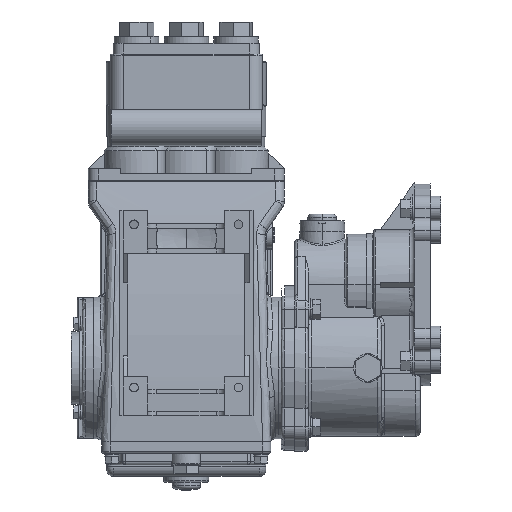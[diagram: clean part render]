
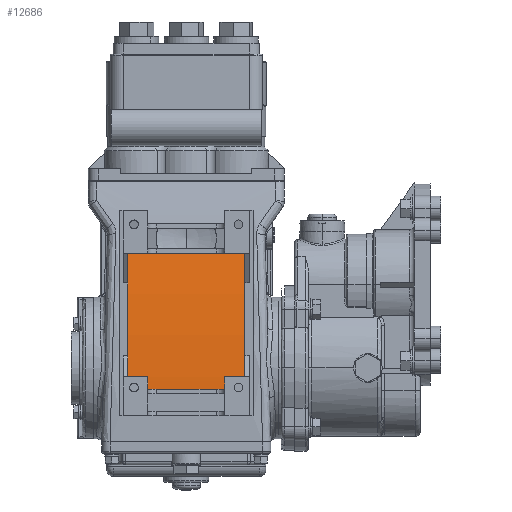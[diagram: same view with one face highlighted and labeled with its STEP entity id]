
A CAD part, front view. The second image highlights one B-rep face of the part: STEP entity #12686.
In plain terms, the highlighted cylindrical face has radius 634.291 mm (diameter 1268.58 mm), a partial arc.
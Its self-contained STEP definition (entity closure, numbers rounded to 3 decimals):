
#1289 = AXIS2_PLACEMENT_3D ( 'NONE', #23038, #23039, #23040 ) ;
#3188 = ORIENTED_EDGE ( 'NONE', *, *, #29168, .F. ) ;
#3189 = ORIENTED_EDGE ( 'NONE', *, *, #29255, .F. ) ;
#3190 = ORIENTED_EDGE ( 'NONE', *, *, #29252, .F. ) ;
#3191 = ORIENTED_EDGE ( 'NONE', *, *, #29259, .F. ) ;
#3192 = ORIENTED_EDGE ( 'NONE', *, *, #29250, .F. ) ;
#3193 = ORIENTED_EDGE ( 'NONE', *, *, #29267, .F. ) ;
#3194 = ORIENTED_EDGE ( 'NONE', *, *, #29258, .F. ) ;
#3195 = ORIENTED_EDGE ( 'NONE', *, *, #29251, .F. ) ;
#9718 = VECTOR ( 'NONE', #38580, 1000. ) ;
#9799 = CIRCLE ( 'NONE', #9828, 634.291 ) ;
#9815 = CIRCLE ( 'NONE', #9817, 634.291 ) ;
#9816 = VECTOR ( 'NONE', #38812, 1000. ) ;
#9817 = AXIS2_PLACEMENT_3D ( 'NONE', #38813, #38814, #38815 ) ;
#9819 = CIRCLE ( 'NONE', #9825, 634.291 ) ;
#9820 = VECTOR ( 'NONE', #38817, 1000. ) ;
#9825 = AXIS2_PLACEMENT_3D ( 'NONE', #38824, #38825, #38826 ) ;
#9828 = AXIS2_PLACEMENT_3D ( 'NONE', #38831, #38832, #38833 ) ;
#9829 = CIRCLE ( 'NONE', #9830, 634.291 ) ;
#9830 = AXIS2_PLACEMENT_3D ( 'NONE', #38834, #38835, #38836 ) ;
#9840 = VECTOR ( 'NONE', #38853, 1000. ) ;
#12686 = ADVANCED_FACE ( 'NONE', ( #25964 ), #25965, .T. ) ;
#23038 = CARTESIAN_POINT ( 'NONE',  ( -70.08, 492.032, -43.004 ) ) ;
#23039 = DIRECTION ( 'NONE',  ( -1., 0., 0. ) ) ;
#23040 = DIRECTION ( 'NONE',  ( 0., 0., 1. ) ) ;
#25203 = CARTESIAN_POINT ( 'NONE',  ( -189.714, -141.221, -6.731 ) ) ;
#25204 = CARTESIAN_POINT ( 'NONE',  ( -189.714, -128.607, 87.884 ) ) ;
#25205 = CARTESIAN_POINT ( 'NONE',  ( -100.306, -128.607, 87.884 ) ) ;
#25206 = CARTESIAN_POINT ( 'NONE',  ( -100.306, -141.221, -6.731 ) ) ;
#25207 = CARTESIAN_POINT ( 'NONE',  ( -115.419, -141.221, -6.731 ) ) ;
#25208 = CARTESIAN_POINT ( 'NONE',  ( -115.419, -141.695, -16.256 ) ) ;
#25209 = CARTESIAN_POINT ( 'NONE',  ( -174.601, -141.221, -6.731 ) ) ;
#25210 = CARTESIAN_POINT ( 'NONE',  ( -174.601, -141.695, -16.256 ) ) ;
#25964 = FACE_OUTER_BOUND ( 'NONE', #43750, .T. ) ;
#25965 = CYLINDRICAL_SURFACE ( 'NONE', #1289, 634.291 ) ;
#26214 = LINE ( 'NONE', #38579, #9718 ) ;
#26279 = LINE ( 'NONE', #38811, #9816 ) ;
#26280 = LINE ( 'NONE', #38816, #9820 ) ;
#26289 = LINE ( 'NONE', #38852, #9840 ) ;
#29168 = EDGE_CURVE ( 'NONE', #43347, #43341, #26214, .T. ) ;
#29250 = EDGE_CURVE ( 'NONE', #43344, #43345, #26279, .T. ) ;
#29251 = EDGE_CURVE ( 'NONE', #43348, #43347, #9815, .T. ) ;
#29252 = EDGE_CURVE ( 'NONE', #43342, #43343, #26280, .T. ) ;
#29255 = EDGE_CURVE ( 'NONE', #43341, #43342, #9819, .T. ) ;
#29258 = EDGE_CURVE ( 'NONE', #43345, #43346, #9799, .T. ) ;
#29259 = EDGE_CURVE ( 'NONE', #43343, #43344, #9829, .T. ) ;
#29267 = EDGE_CURVE ( 'NONE', #43346, #43348, #26289, .T. ) ;
#38579 = CARTESIAN_POINT ( 'NONE',  ( -70.08, -141.221, -6.731 ) ) ;
#38580 = DIRECTION ( 'NONE',  ( -1., 0., 0. ) ) ;
#38811 = CARTESIAN_POINT ( 'NONE',  ( -70.08, -141.221, -6.731 ) ) ;
#38812 = DIRECTION ( 'NONE',  ( -1., 0., 0. ) ) ;
#38813 = CARTESIAN_POINT ( 'NONE',  ( -174.601, 492.032, -43.004 ) ) ;
#38814 = DIRECTION ( 'NONE',  ( -1., 0., 0. ) ) ;
#38815 = DIRECTION ( 'NONE',  ( 0., 0., -1. ) ) ;
#38816 = CARTESIAN_POINT ( 'NONE',  ( -70.08, -128.607, 87.884 ) ) ;
#38817 = DIRECTION ( 'NONE',  ( 1., 0., 0. ) ) ;
#38824 = CARTESIAN_POINT ( 'NONE',  ( -189.714, 492.032, -43.004 ) ) ;
#38825 = DIRECTION ( 'NONE',  ( -1., 0., 0. ) ) ;
#38826 = DIRECTION ( 'NONE',  ( 0., 0., -1. ) ) ;
#38831 = CARTESIAN_POINT ( 'NONE',  ( -115.419, 492.032, -43.004 ) ) ;
#38832 = DIRECTION ( 'NONE',  ( 1., 0., 0. ) ) ;
#38833 = DIRECTION ( 'NONE',  ( 0., 0., 1. ) ) ;
#38834 = CARTESIAN_POINT ( 'NONE',  ( -100.306, 492.032, -43.004 ) ) ;
#38835 = DIRECTION ( 'NONE',  ( 1., 0., 0. ) ) ;
#38836 = DIRECTION ( 'NONE',  ( 0., 0., 1. ) ) ;
#38852 = CARTESIAN_POINT ( 'NONE',  ( -70.08, -141.695, -16.256 ) ) ;
#38853 = DIRECTION ( 'NONE',  ( -1., 0., 0. ) ) ;
#43341 = VERTEX_POINT ( 'NONE', #25203 ) ;
#43342 = VERTEX_POINT ( 'NONE', #25204 ) ;
#43343 = VERTEX_POINT ( 'NONE', #25205 ) ;
#43344 = VERTEX_POINT ( 'NONE', #25206 ) ;
#43345 = VERTEX_POINT ( 'NONE', #25207 ) ;
#43346 = VERTEX_POINT ( 'NONE', #25208 ) ;
#43347 = VERTEX_POINT ( 'NONE', #25209 ) ;
#43348 = VERTEX_POINT ( 'NONE', #25210 ) ;
#43750 = EDGE_LOOP ( 'NONE', ( #3195, #3193, #3194, #3192, #3191, #3190, #3189, #3188 ) ) ;
